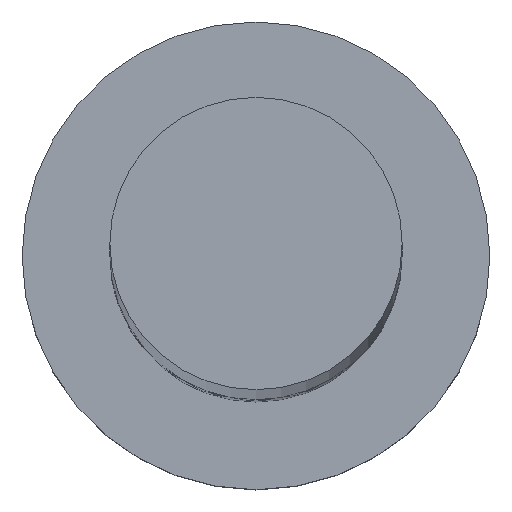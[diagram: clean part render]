
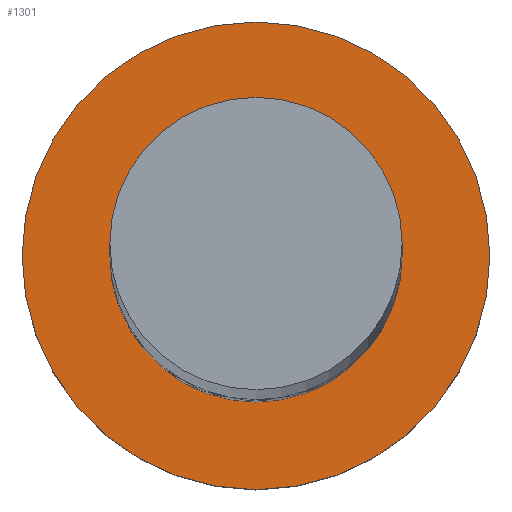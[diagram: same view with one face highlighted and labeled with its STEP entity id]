
A CAD part, top view. The second image highlights one B-rep face of the part: STEP entity #1301.
In plain terms, the highlighted planar face has unit normal (0, 0, 1).
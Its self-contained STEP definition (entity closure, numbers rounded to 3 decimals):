
#118 = CARTESIAN_POINT ( 'NONE',  ( -0.091, 5.033, 5. ) ) ;
#131 = CARTESIAN_POINT ( 'NONE',  ( -2.041, 4.601, 5. ) ) ;
#135 = AXIS2_PLACEMENT_3D ( 'NONE', #1410, #893, #1204 ) ;
#143 = DIRECTION ( 'NONE',  ( 1., 0., 0. ) ) ;
#145 = CARTESIAN_POINT ( 'NONE',  ( -0.104, 5.098, 5. ) ) ;
#152 = EDGE_LOOP ( 'NONE', ( #472, #291, #1736, #1313, #586, #316 ) ) ;
#161 = ORIENTED_EDGE ( 'NONE', *, *, #184, .T. ) ;
#167 = CARTESIAN_POINT ( 'NONE',  ( 0., 0., 5. ) ) ;
#184 = EDGE_CURVE ( 'NONE', #498, #2038, #841, .T. ) ;
#197 = CIRCLE ( 'NONE', #2021, 5. ) ;
#244 = DIRECTION ( 'NONE',  ( 0., 0., 1. ) ) ;
#268 = CARTESIAN_POINT ( 'NONE',  ( 0., 0., 5. ) ) ;
#279 = CARTESIAN_POINT ( 'NONE',  ( -0.087, 4.999, 5. ) ) ;
#291 = ORIENTED_EDGE ( 'NONE', *, *, #1649, .T. ) ;
#293 = CARTESIAN_POINT ( 'NONE',  ( -0.087, 4.999, 5. ) ) ;
#316 = ORIENTED_EDGE ( 'NONE', *, *, #1772, .T. ) ;
#334 = EDGE_CURVE ( 'NONE', #2038, #498, #771, .T. ) ;
#362 = AXIS2_PLACEMENT_3D ( 'NONE', #167, #1595, #799 ) ;
#376 = FACE_OUTER_BOUND ( 'NONE', #1788, .T. ) ;
#399 =( BOUNDED_CURVE ( )  B_SPLINE_CURVE ( 1, ( #1921, #1271 ),
 .UNSPECIFIED., .F., .T. ) 
 B_SPLINE_CURVE_WITH_KNOTS ( ( 2, 2 ),
 ( 0., 0.002 ),
 .UNSPECIFIED. ) 
 CURVE ( )  GEOMETRIC_REPRESENTATION_ITEM ( )  RATIONAL_B_SPLINE_CURVE ( ( 1., 1. ) ) 
 REPRESENTATION_ITEM ( '' )  );
#415 = VERTEX_POINT ( 'NONE', #680 ) ;
#472 = ORIENTED_EDGE ( 'NONE', *, *, #992, .T. ) ;
#498 = VERTEX_POINT ( 'NONE', #1854 ) ;
#528 = CARTESIAN_POINT ( 'NONE',  ( 0., 0., 5. ) ) ;
#541 = DIRECTION ( 'NONE',  ( 1., 0., 0. ) ) ;
#553 = VERTEX_POINT ( 'NONE', #1399 ) ;
#562 = DIRECTION ( 'NONE',  ( 1., 0., 0. ) ) ;
#574 = EDGE_CURVE ( 'NONE', #415, #1396, #1614, .T. ) ;
#586 = ORIENTED_EDGE ( 'NONE', *, *, #1082, .F. ) ;
#602 = DIRECTION ( 'NONE',  ( 1., 0., 0. ) ) ;
#605 = AXIS2_PLACEMENT_3D ( 'NONE', #1022, #244, #562 ) ;
#680 = CARTESIAN_POINT ( 'NONE',  ( -5., 0., 5. ) ) ;
#711 = CARTESIAN_POINT ( 'NONE',  ( 5., 0., 5. ) ) ;
#771 = CIRCLE ( 'NONE', #1003, 8. ) ;
#799 = DIRECTION ( 'NONE',  ( 1., 0., 0. ) ) ;
#818 = VERTEX_POINT ( 'NONE', #293 ) ;
#841 = CIRCLE ( 'NONE', #2018, 8. ) ;
#875 = CARTESIAN_POINT ( 'NONE',  ( -8., 0., 5. ) ) ;
#893 = DIRECTION ( 'NONE',  ( 0., 0., 1. ) ) ;
#911 = DIRECTION ( 'NONE',  ( 0., 0., 1. ) ) ;
#952 = CARTESIAN_POINT ( 'NONE',  ( -2.05, 4.634, 5. ) ) ;
#980 = VERTEX_POINT ( 'NONE', #145 ) ;
#992 = EDGE_CURVE ( 'NONE', #1439, #980, #399, .T. ) ;
#1003 = AXIS2_PLACEMENT_3D ( 'NONE', #528, #1015, #541 ) ;
#1015 = DIRECTION ( 'NONE',  ( 0., 0., 1. ) ) ;
#1022 = CARTESIAN_POINT ( 'NONE',  ( 0., 0., 5. ) ) ;
#1082 = EDGE_CURVE ( 'NONE', #553, #415, #1280, .T. ) ;
#1204 = DIRECTION ( 'NONE',  ( 1., 0., 0. ) ) ;
#1271 = CARTESIAN_POINT ( 'NONE',  ( -0.104, 5.098, 5. ) ) ;
#1280 = CIRCLE ( 'NONE', #362, 5. ) ;
#1296 = DIRECTION ( 'NONE',  ( 0., 0., 1. ) ) ;
#1301 = ADVANCED_FACE ( 'NONE', ( #376, #1507 ), #1516, .T. ) ;
#1313 = ORIENTED_EDGE ( 'NONE', *, *, #574, .F. ) ;
#1396 = VERTEX_POINT ( 'NONE', #711 ) ;
#1399 = CARTESIAN_POINT ( 'NONE',  ( -2.03, 4.569, 5. ) ) ;
#1410 = CARTESIAN_POINT ( 'NONE',  ( 0., 0., 5. ) ) ;
#1429 =( BOUNDED_CURVE ( )  B_SPLINE_CURVE ( 3, ( #2046, #1568, #118, #279 ),
 .UNSPECIFIED., .F., .T. ) 
 B_SPLINE_CURVE_WITH_KNOTS ( ( 4, 4 ),
 ( 0., 0. ),
 .UNSPECIFIED. ) 
 CURVE ( )  GEOMETRIC_REPRESENTATION_ITEM ( )  RATIONAL_B_SPLINE_CURVE ( ( 1., 0.968, 0.938, 0.909 ) ) 
 REPRESENTATION_ITEM ( '' )  );
#1439 = VERTEX_POINT ( 'NONE', #1526 ) ;
#1507 = FACE_BOUND ( 'NONE', #152, .T. ) ;
#1516 = PLANE ( 'NONE',  #605 ) ;
#1526 = CARTESIAN_POINT ( 'NONE',  ( -2.057, 4.666, 5. ) ) ;
#1548 = CARTESIAN_POINT ( 'NONE',  ( -2.057, 4.666, 5. ) ) ;
#1568 = CARTESIAN_POINT ( 'NONE',  ( -0.097, 5.066, 5. ) ) ;
#1573 =( BOUNDED_CURVE ( )  B_SPLINE_CURVE ( 3, ( #1755, #131, #952, #1548 ),
 .UNSPECIFIED., .F., .T. ) 
 B_SPLINE_CURVE_WITH_KNOTS ( ( 4, 4 ),
 ( 0.003, 0.003 ),
 .UNSPECIFIED. ) 
 CURVE ( )  GEOMETRIC_REPRESENTATION_ITEM ( )  RATIONAL_B_SPLINE_CURVE ( ( 0.909, 0.938, 0.968, 1. ) ) 
 REPRESENTATION_ITEM ( '' )  );
#1595 = DIRECTION ( 'NONE',  ( 0., 0., 1. ) ) ;
#1614 = CIRCLE ( 'NONE', #135, 5. ) ;
#1640 = CARTESIAN_POINT ( 'NONE',  ( 0., 0., 5. ) ) ;
#1649 = EDGE_CURVE ( 'NONE', #980, #818, #1429, .T. ) ;
#1702 = ORIENTED_EDGE ( 'NONE', *, *, #334, .T. ) ;
#1736 = ORIENTED_EDGE ( 'NONE', *, *, #1834, .F. ) ;
#1755 = CARTESIAN_POINT ( 'NONE',  ( -2.03, 4.569, 5. ) ) ;
#1772 = EDGE_CURVE ( 'NONE', #553, #1439, #1573, .T. ) ;
#1788 = EDGE_LOOP ( 'NONE', ( #1702, #161 ) ) ;
#1834 = EDGE_CURVE ( 'NONE', #1396, #818, #197, .T. ) ;
#1854 = CARTESIAN_POINT ( 'NONE',  ( 8., 0., 5. ) ) ;
#1921 = CARTESIAN_POINT ( 'NONE',  ( -2.057, 4.666, 5. ) ) ;
#2018 = AXIS2_PLACEMENT_3D ( 'NONE', #1640, #1296, #602 ) ;
#2021 = AXIS2_PLACEMENT_3D ( 'NONE', #268, #911, #143 ) ;
#2038 = VERTEX_POINT ( 'NONE', #875 ) ;
#2046 = CARTESIAN_POINT ( 'NONE',  ( -0.104, 5.098, 5. ) ) ;
